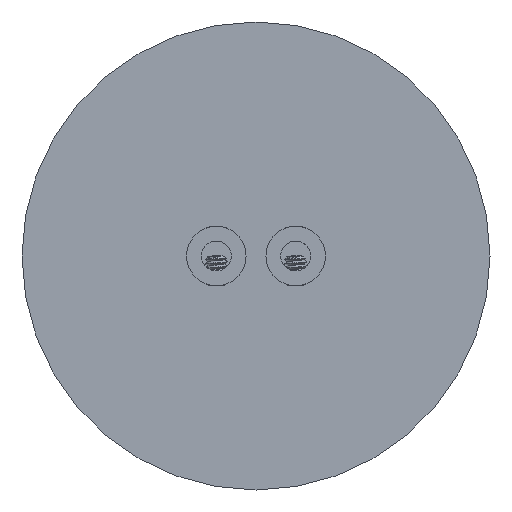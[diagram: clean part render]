
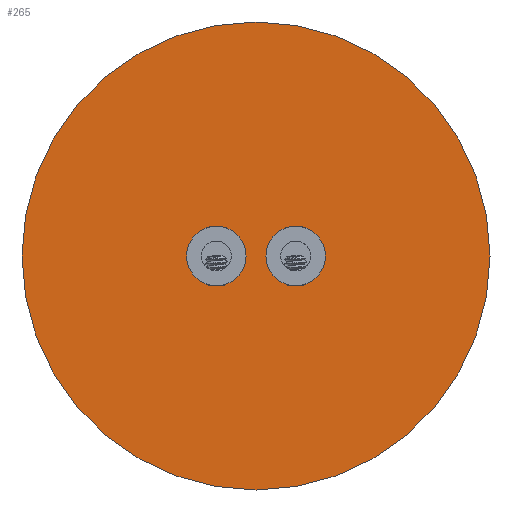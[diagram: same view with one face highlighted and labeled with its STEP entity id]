
A CAD part, front view. The second image highlights one B-rep face of the part: STEP entity #265.
In plain terms, the highlighted planar face has unit normal (0, -1, 0).
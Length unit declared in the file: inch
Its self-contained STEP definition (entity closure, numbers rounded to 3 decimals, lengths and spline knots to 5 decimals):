
#2=CARTESIAN_POINT('',(-0.25,0.,0.));
#3=DIRECTION('',(0.,-1.,0.));
#4=DIRECTION('',(-1.,0.,0.));
#5=AXIS2_PLACEMENT_3D('',#2,#3,#4);
#7=CARTESIAN_POINT('',(-0.25,0.,0.));
#8=DIRECTION('',(0.,-1.,0.));
#9=DIRECTION('',(1.,0.,0.));
#10=AXIS2_PLACEMENT_3D('',#7,#8,#9);
#12=CARTESIAN_POINT('',(0.25,0.,0.));
#13=DIRECTION('',(0.,-1.,0.));
#14=DIRECTION('',(-1.,0.,0.));
#15=AXIS2_PLACEMENT_3D('',#12,#13,#14);
#17=CARTESIAN_POINT('',(0.25,0.,0.));
#18=DIRECTION('',(0.,-1.,0.));
#19=DIRECTION('',(1.,0.,0.));
#20=AXIS2_PLACEMENT_3D('',#17,#18,#19);
#26=CARTESIAN_POINT('',(0.,0.,0.));
#27=DIRECTION('',(0.,-1.,0.));
#28=DIRECTION('',(1.,0.,0.));
#29=AXIS2_PLACEMENT_3D('',#26,#27,#28);
#35=CARTESIAN_POINT('',(0.,0.,0.));
#36=DIRECTION('',(0.,1.,0.));
#37=DIRECTION('',(1.,0.,0.));
#38=AXIS2_PLACEMENT_3D('',#35,#36,#37);
#194=CARTESIAN_POINT('',(1.475,0.,0.));
#196=VERTEX_POINT('',#194);
#202=CARTESIAN_POINT('',(-1.475,0.,0.));
#204=VERTEX_POINT('',#202);
#222=CARTESIAN_POINT('',(-0.386,0.,0.));
#223=CARTESIAN_POINT('',(-0.114,0.,0.));
#224=VERTEX_POINT('',#222);
#225=VERTEX_POINT('',#223);
#234=CARTESIAN_POINT('',(0.114,0.,0.));
#235=CARTESIAN_POINT('',(0.386,0.,0.));
#236=VERTEX_POINT('',#234);
#237=VERTEX_POINT('',#235);
#242=CARTESIAN_POINT('',(0.,0.,0.));
#243=DIRECTION('',(0.,1.,0.));
#244=DIRECTION('',(1.,0.,0.));
#245=AXIS2_PLACEMENT_3D('',#242,#243,#244);
#246=PLANE('',#245);
#248=ORIENTED_EDGE('',*,*,#247,.F.);
#250=ORIENTED_EDGE('',*,*,#249,.T.);
#251=EDGE_LOOP('',(#248,#250));
#252=FACE_OUTER_BOUND('',#251,.F.);
#254=ORIENTED_EDGE('',*,*,#253,.T.);
#256=ORIENTED_EDGE('',*,*,#255,.T.);
#257=EDGE_LOOP('',(#254,#256));
#258=FACE_BOUND('',#257,.F.);
#260=ORIENTED_EDGE('',*,*,#259,.T.);
#262=ORIENTED_EDGE('',*,*,#261,.T.);
#263=EDGE_LOOP('',(#260,#262));
#264=FACE_BOUND('',#263,.F.);
#265=ADVANCED_FACE('',(#252,#258,#264),#246,.F.);
#6=CIRCLE('',#5,0.136);
#11=CIRCLE('',#10,0.136);
#16=CIRCLE('',#15,0.136);
#21=CIRCLE('',#20,0.136);
#30=CIRCLE('',#29,1.475);
#39=CIRCLE('',#38,1.475);
#247=EDGE_CURVE('',#196,#204,#30,.T.);
#249=EDGE_CURVE('',#196,#204,#39,.T.);
#253=EDGE_CURVE('',#224,#225,#6,.T.);
#255=EDGE_CURVE('',#225,#224,#11,.T.);
#259=EDGE_CURVE('',#236,#237,#16,.T.);
#261=EDGE_CURVE('',#237,#236,#21,.T.);
